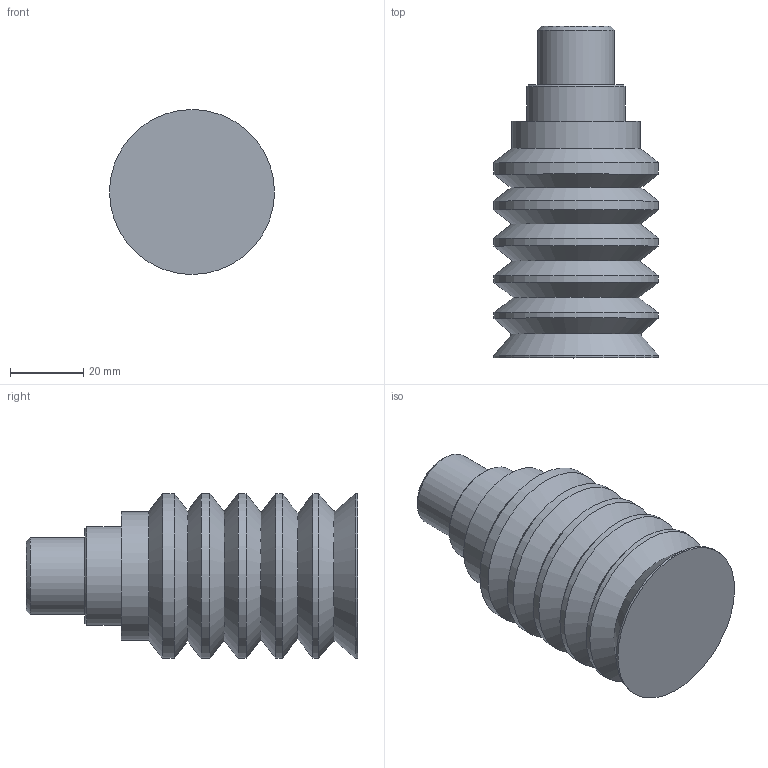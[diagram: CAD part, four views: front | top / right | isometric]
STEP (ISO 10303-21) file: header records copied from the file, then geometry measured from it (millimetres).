
FILE_DESCRIPTION(/* description */ (''),/* implementation_level */ '2;1');
FILE_NAME(/* name */ 'vf45-5nit_rac21r1-2m.stp',/* time_stamp */ '2020-07-14T10:54:55+02:00',/* author */ ('enginyeria'),/* organization */ (''),/* preprocessor_version */ 'ST-DEVELOPER v17',/* originating_system */ 'Autodesk Inventor 2019',/* authorisation */ '');
FILE_SCHEMA (('CONFIG_CONTROL_DESIGN'));
Length unit declared in the file: millimetre
Products named in the file (1): Pieza51
Bounding box: 44.99 x 90.5 x 44.99 mm (x, y, z)
Volume: 89829.5 mm3; surface area: 17595.5 mm2
Topology: 1 solids, 2 shells, 32 faces, 81 edges, 56 vertices
Faces by surface type: cone 14, cylinder 11, plane 7
Full cylindrical faces by diameter (mm): 15 x1, 20.955 x1, 22.5 x1, 27 x1, 35 x1, 45 x6
Entity records: 1092 total; most frequent: DIRECTION 203, CARTESIAN_POINT 170, ORIENTED_EDGE 162, AXIS2_PLACEMENT_3D 89, EDGE_CURVE 81, CIRCLE 56, VERTEX_POINT 56, EDGE_LOOP 35
